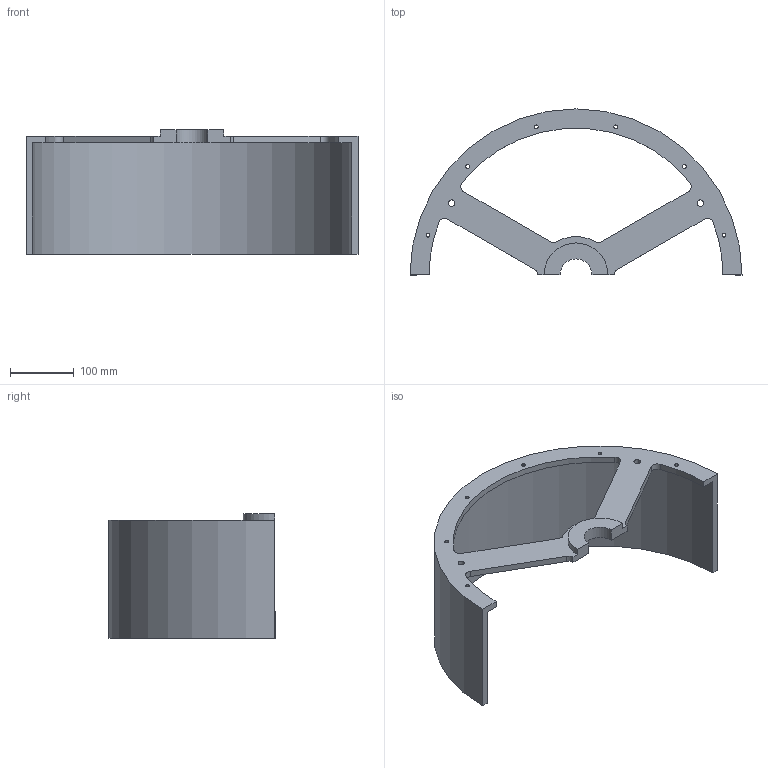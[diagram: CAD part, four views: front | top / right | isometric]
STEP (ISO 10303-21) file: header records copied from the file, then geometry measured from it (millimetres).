
FILE_DESCRIPTION(('CoCreate Modeling STEP Export'),'2;1');
FILE_NAME('m73.stp','2011-05-24T12:52:34',(''),(''),'CoCreate Modeling STEP processor for AP214 (Solid Model)','CoCreate Modeling 18.0P1120 20-Nov-2010 (C) Parametric Technology GmbH','');
FILE_SCHEMA(('AUTOMOTIVE_DESIGN { 1 0 10303 214 1 1 1 1 }'));
Length unit declared in the file: millimetre
Products named in the file (1): BODY_30____SOL2416_-_WSP_C-2890.PRT
Bounding box: 520 x 260 x 195 mm (x, y, z)
Volume: 1878513.8 mm3; surface area: 401939.6 mm2
Topology: 1 solids, 1 shells, 44 faces, 128 edges, 86 vertices
Faces by surface type: cylinder 32, plane 12
Entity records: 1494 total; most frequent: ORIENTED_EDGE 256, DIRECTION 248, CARTESIAN_POINT 241, EDGE_CURVE 128, AXIS2_PLACEMENT_3D 93, VERTEX_POINT 86, VECTOR 62, LINE 62
